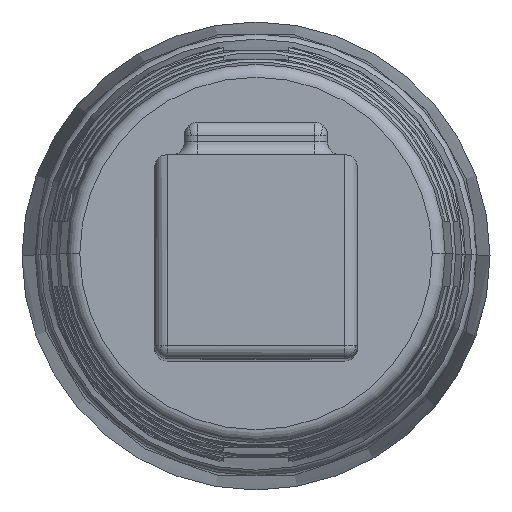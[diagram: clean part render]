
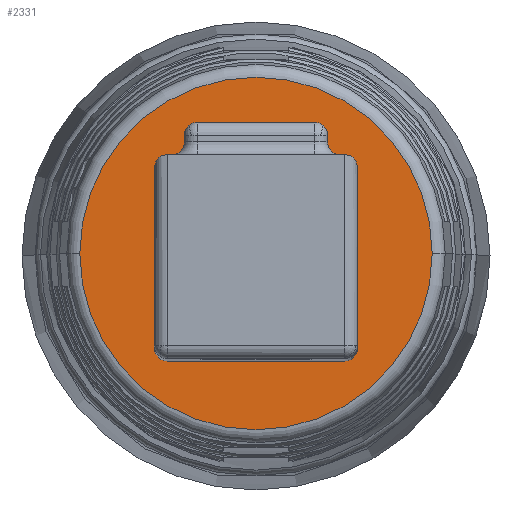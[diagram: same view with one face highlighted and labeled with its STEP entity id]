
A CAD part, top view. The second image highlights one B-rep face of the part: STEP entity #2331.
In plain terms, the highlighted planar face has unit normal (0, 0, 1).
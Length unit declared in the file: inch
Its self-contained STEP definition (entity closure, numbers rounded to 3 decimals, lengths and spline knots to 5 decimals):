
#49 = DIRECTION ( 'NONE',  ( 1., 0., 0. ) ) ;
#70 = VERTEX_POINT ( 'NONE', #3773 ) ;
#266 = DIRECTION ( 'NONE',  ( 0., 0., 1. ) ) ;
#326 = AXIS2_PLACEMENT_3D ( 'NONE', #2334, #266, #4005 ) ;
#603 = EDGE_CURVE ( 'NONE', #2466, #1067, #3298, .T. ) ;
#770 = PLANE ( 'NONE',  #326 ) ;
#957 = AXIS2_PLACEMENT_3D ( 'NONE', #6008, #2818, #6540 ) ;
#1067 = VERTEX_POINT ( 'NONE', #2887 ) ;
#1102 = CARTESIAN_POINT ( 'NONE',  ( 0.1355, 0.091, -5.775 ) ) ;
#1128 = AXIS2_PLACEMENT_3D ( 'NONE', #3000, #6729, #3551 ) ;
#1366 = DIRECTION ( 'NONE',  ( 1., 0., 0. ) ) ;
#1436 = DIRECTION ( 'NONE',  ( 0., 0., -1. ) ) ;
#1487 = CARTESIAN_POINT ( 'NONE',  ( 0.078, 0.091, -5.775 ) ) ;
#1509 = EDGE_LOOP ( 'NONE', ( #4579, #4500 ) ) ;
#1624 = EDGE_CURVE ( 'NONE', #1067, #2466, #3284, .T. ) ;
#1812 = EDGE_LOOP ( 'NONE', ( #3230, #4354 ) ) ;
#1957 = CIRCLE ( 'NONE', #2949, 0.1354 ) ;
#2331 = ADVANCED_FACE ( 'NONE', ( #5936, #2933 ), #770, .T. ) ;
#2334 = CARTESIAN_POINT ( 'NONE',  ( -0.06011, -0.04711, -5.775 ) ) ;
#2466 = VERTEX_POINT ( 'NONE', #1102 ) ;
#2818 = DIRECTION ( 'NONE',  ( 0., 0., -1. ) ) ;
#2887 = CARTESIAN_POINT ( 'NONE',  ( 0.0205, 0.091, -5.775 ) ) ;
#2933 = FACE_OUTER_BOUND ( 'NONE', #1509, .T. ) ;
#2949 = AXIS2_PLACEMENT_3D ( 'NONE', #6412, #3220, #49 ) ;
#2995 = VERTEX_POINT ( 'NONE', #6692 ) ;
#3000 = CARTESIAN_POINT ( 'NONE',  ( 0.078, 0.091, -5.775 ) ) ;
#3220 = DIRECTION ( 'NONE',  ( 0., 0., -1. ) ) ;
#3230 = ORIENTED_EDGE ( 'NONE', *, *, #603, .T. ) ;
#3284 = CIRCLE ( 'NONE', #1128, 0.0575 ) ;
#3298 = CIRCLE ( 'NONE', #4884, 0.0575 ) ;
#3551 = DIRECTION ( 'NONE',  ( 1., 0., 0. ) ) ;
#3773 = CARTESIAN_POINT ( 'NONE',  ( -0.0574, 0.091, -5.775 ) ) ;
#4005 = DIRECTION ( 'NONE',  ( 1., 0., 0. ) ) ;
#4354 = ORIENTED_EDGE ( 'NONE', *, *, #1624, .T. ) ;
#4500 = ORIENTED_EDGE ( 'NONE', *, *, #5796, .F. ) ;
#4579 = ORIENTED_EDGE ( 'NONE', *, *, #5227, .F. ) ;
#4884 = AXIS2_PLACEMENT_3D ( 'NONE', #1487, #1436, #1366 ) ;
#5227 = EDGE_CURVE ( 'NONE', #2995, #70, #5989, .T. ) ;
#5796 = EDGE_CURVE ( 'NONE', #70, #2995, #1957, .T. ) ;
#5936 = FACE_BOUND ( 'NONE', #1812, .T. ) ;
#5989 = CIRCLE ( 'NONE', #957, 0.1354 ) ;
#6008 = CARTESIAN_POINT ( 'NONE',  ( 0.078, 0.091, -5.775 ) ) ;
#6412 = CARTESIAN_POINT ( 'NONE',  ( 0.078, 0.091, -5.775 ) ) ;
#6540 = DIRECTION ( 'NONE',  ( 1., 0., 0. ) ) ;
#6692 = CARTESIAN_POINT ( 'NONE',  ( 0.2134, 0.091, -5.775 ) ) ;
#6729 = DIRECTION ( 'NONE',  ( 0., 0., -1. ) ) ;
